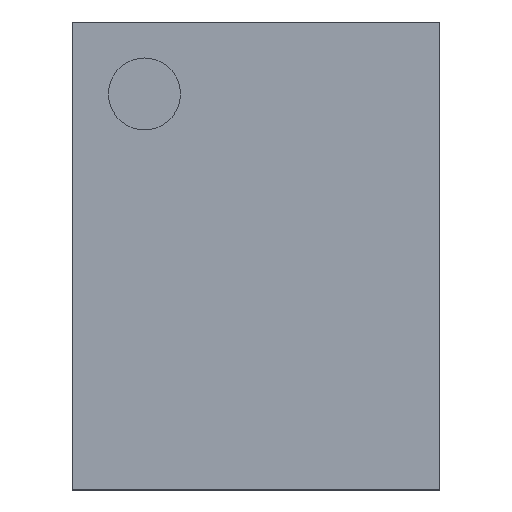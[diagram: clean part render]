
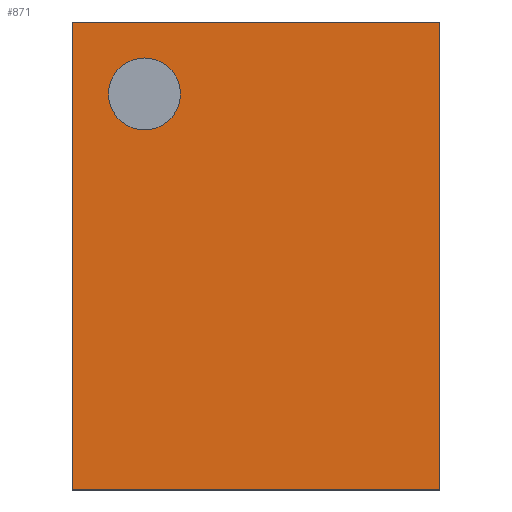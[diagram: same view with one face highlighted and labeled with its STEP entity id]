
A CAD part, top view. The second image highlights one B-rep face of the part: STEP entity #871.
In plain terms, the highlighted planar face has unit normal (0, 0, 1).
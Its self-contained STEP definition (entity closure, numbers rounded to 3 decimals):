
#757=CARTESIAN_POINT('',(-0.525,1.125,0.8));
#758=VERTEX_POINT('',#757);
#767=CARTESIAN_POINT('',(-1.025,1.125,0.8));
#768=VERTEX_POINT('',#767);
#769=CARTESIAN_POINT('',(-0.775,1.125,0.8));
#770=DIRECTION('',(0.0,0.0,-1.0));
#771=DIRECTION('',(1.0,0.0,0.0));
#772=AXIS2_PLACEMENT_3D('',#769,#770,#771);
#773=CIRCLE('',#772,0.25);
#774=EDGE_CURVE('',#768,#758,#773,.T.);
#808=CARTESIAN_POINT('',(-0.775,1.125,0.8));
#809=DIRECTION('',(0.0,0.0,-1.0));
#810=DIRECTION('',(1.0,0.0,0.0));
#811=AXIS2_PLACEMENT_3D('',#808,#809,#810);
#812=CIRCLE('',#811,0.25);
#813=EDGE_CURVE('',#758,#768,#812,.T.);
#828=CARTESIAN_POINT('',(0.0,0.0,0.8));
#829=DIRECTION('',(0.0,0.0,1.0));
#830=DIRECTION('',(0.0,-1.0,0.0));
#831=AXIS2_PLACEMENT_3D('',#828,#829,#830);
#832=PLANE('',#831);
#833=CARTESIAN_POINT('',(-1.275,-1.625,0.8));
#834=VERTEX_POINT('',#833);
#835=CARTESIAN_POINT('',(1.275,-1.625,0.8));
#836=VERTEX_POINT('',#835);
#837=CARTESIAN_POINT('',(-1.275,-1.625,0.8));
#838=DIRECTION('',(1.0,0.0,0.0));
#839=VECTOR('',#838,2.55);
#840=LINE('',#837,#839);
#841=EDGE_CURVE('',#834,#836,#840,.T.);
#842=ORIENTED_EDGE('',*,*,#841,.T.);
#843=CARTESIAN_POINT('',(1.275,1.625,0.8));
#844=VERTEX_POINT('',#843);
#845=CARTESIAN_POINT('',(1.275,-1.625,0.8));
#846=DIRECTION('',(0.0,1.0,0.0));
#847=VECTOR('',#846,3.25);
#848=LINE('',#845,#847);
#849=EDGE_CURVE('',#836,#844,#848,.T.);
#850=ORIENTED_EDGE('',*,*,#849,.T.);
#851=CARTESIAN_POINT('',(-1.275,1.625,0.8));
#852=VERTEX_POINT('',#851);
#853=CARTESIAN_POINT('',(1.275,1.625,0.8));
#854=DIRECTION('',(-1.0,0.0,0.0));
#855=VECTOR('',#854,2.55);
#856=LINE('',#853,#855);
#857=EDGE_CURVE('',#844,#852,#856,.T.);
#858=ORIENTED_EDGE('',*,*,#857,.T.);
#859=CARTESIAN_POINT('',(-1.275,1.625,0.8));
#860=DIRECTION('',(0.0,-1.0,0.0));
#861=VECTOR('',#860,3.25);
#862=LINE('',#859,#861);
#863=EDGE_CURVE('',#852,#834,#862,.T.);
#864=ORIENTED_EDGE('',*,*,#863,.T.);
#865=EDGE_LOOP('',(#842,#850,#858,#864));
#866=FACE_OUTER_BOUND('',#865,.T.);
#867=ORIENTED_EDGE('',*,*,#813,.T.);
#868=ORIENTED_EDGE('',*,*,#774,.T.);
#869=EDGE_LOOP('',(#867,#868));
#870=FACE_BOUND('',#869,.T.);
#871=ADVANCED_FACE('',(#866,#870),#832,.T.);
